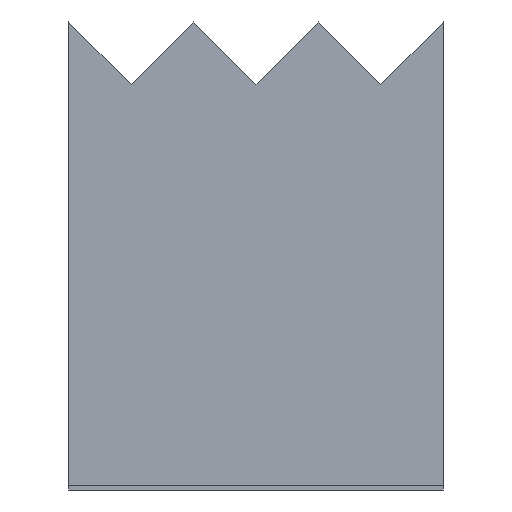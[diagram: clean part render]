
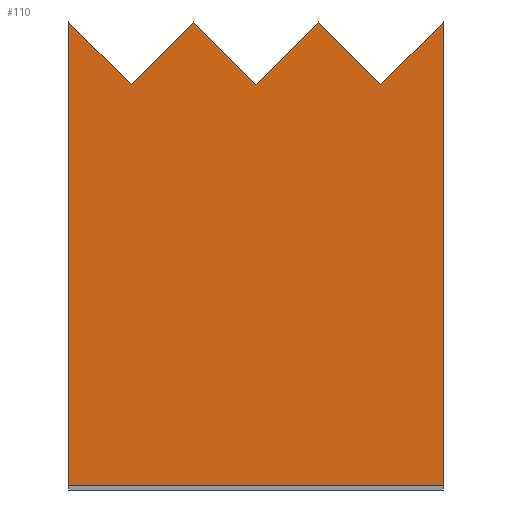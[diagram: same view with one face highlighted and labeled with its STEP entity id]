
A CAD part, left-side view. The second image highlights one B-rep face of the part: STEP entity #110.
In plain terms, the highlighted planar face has unit normal (-1, 0, 0).
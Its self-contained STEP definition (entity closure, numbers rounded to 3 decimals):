
#34=AXIS2_PLACEMENT_3D('Plane Axis2P3D',#31,#32,#33) ;
#31=CARTESIAN_POINT('Axis2P3D Location',(-270.,0.,7.333)) ;
#36=CARTESIAN_POINT('Line Origine',(-270.,0.,0.1)) ;
#40=CARTESIAN_POINT('Vertex',(-270.,-4.,0.1)) ;
#42=CARTESIAN_POINT('Vertex',(-270.,4.,0.1)) ;
#45=CARTESIAN_POINT('Line Origine',(-270.,-4.,5.05)) ;
#49=CARTESIAN_POINT('Vertex',(-270.,-4.,10.)) ;
#52=CARTESIAN_POINT('Line Origine',(-270.,-3.333,9.333)) ;
#56=CARTESIAN_POINT('Vertex',(-270.,-2.667,8.667)) ;
#59=CARTESIAN_POINT('Line Origine',(-270.,-2.,9.333)) ;
#63=CARTESIAN_POINT('Vertex',(-270.,-1.333,10.)) ;
#66=CARTESIAN_POINT('Line Origine',(-270.,-0.667,9.333)) ;
#70=CARTESIAN_POINT('Vertex',(-270.,0.,8.667)) ;
#73=CARTESIAN_POINT('Line Origine',(-270.,0.667,9.333)) ;
#77=CARTESIAN_POINT('Vertex',(-270.,1.333,10.)) ;
#80=CARTESIAN_POINT('Line Origine',(-270.,2.,9.333)) ;
#84=CARTESIAN_POINT('Vertex',(-270.,2.667,8.667)) ;
#87=CARTESIAN_POINT('Line Origine',(-270.,3.333,9.333)) ;
#91=CARTESIAN_POINT('Vertex',(-270.,4.,10.)) ;
#94=CARTESIAN_POINT('Line Origine',(-270.,4.,5.05)) ;
#32=DIRECTION('Axis2P3D Direction',(1.,0.,-0.)) ;
#33=DIRECTION('Axis2P3D XDirection',(0.,0.,1.)) ;
#37=DIRECTION('Vector Direction',(0.,-1.,0.)) ;
#46=DIRECTION('Vector Direction',(0.,0.,-1.)) ;
#53=DIRECTION('Vector Direction',(0.,-0.707,0.707)) ;
#60=DIRECTION('Vector Direction',(0.,-0.707,-0.707)) ;
#67=DIRECTION('Vector Direction',(0.,-0.707,0.707)) ;
#74=DIRECTION('Vector Direction',(0.,-0.707,-0.707)) ;
#81=DIRECTION('Vector Direction',(0.,-0.707,0.707)) ;
#88=DIRECTION('Vector Direction',(0.,-0.707,-0.707)) ;
#95=DIRECTION('Vector Direction',(0.,0.,1.)) ;
#38=VECTOR('Line Direction',#37,1.) ;
#47=VECTOR('Line Direction',#46,1.) ;
#54=VECTOR('Line Direction',#53,1.) ;
#61=VECTOR('Line Direction',#60,1.) ;
#68=VECTOR('Line Direction',#67,1.) ;
#75=VECTOR('Line Direction',#74,1.) ;
#82=VECTOR('Line Direction',#81,1.) ;
#89=VECTOR('Line Direction',#88,1.) ;
#96=VECTOR('Line Direction',#95,1.) ;
#100=ORIENTED_EDGE('',*,*,#44,.F.) ;
#101=ORIENTED_EDGE('',*,*,#51,.F.) ;
#102=ORIENTED_EDGE('',*,*,#58,.F.) ;
#103=ORIENTED_EDGE('',*,*,#65,.F.) ;
#104=ORIENTED_EDGE('',*,*,#72,.F.) ;
#105=ORIENTED_EDGE('',*,*,#79,.F.) ;
#106=ORIENTED_EDGE('',*,*,#86,.F.) ;
#107=ORIENTED_EDGE('',*,*,#93,.F.) ;
#108=ORIENTED_EDGE('',*,*,#98,.F.) ;
#110=ADVANCED_FACE('Trim.3',(#109),#35,.F.) ;
#44=EDGE_CURVE('',#41,#43,#39,.F.) ;
#51=EDGE_CURVE('',#50,#41,#48,.T.) ;
#58=EDGE_CURVE('',#57,#50,#55,.T.) ;
#65=EDGE_CURVE('',#64,#57,#62,.T.) ;
#72=EDGE_CURVE('',#71,#64,#69,.T.) ;
#79=EDGE_CURVE('',#78,#71,#76,.T.) ;
#86=EDGE_CURVE('',#85,#78,#83,.T.) ;
#93=EDGE_CURVE('',#92,#85,#90,.T.) ;
#98=EDGE_CURVE('',#43,#92,#97,.T.) ;
#99=EDGE_LOOP('',(#100,#101,#102,#103,#104,#105,#106,#107,#108)) ;
#109=FACE_OUTER_BOUND('',#99,.T.) ;
#39=LINE('Line',#36,#38) ;
#48=LINE('Line',#45,#47) ;
#55=LINE('Line',#52,#54) ;
#62=LINE('Line',#59,#61) ;
#69=LINE('Line',#66,#68) ;
#76=LINE('Line',#73,#75) ;
#83=LINE('Line',#80,#82) ;
#90=LINE('Line',#87,#89) ;
#97=LINE('Line',#94,#96) ;
#35=PLANE('',#34) ;
#41=VERTEX_POINT('',#40) ;
#43=VERTEX_POINT('',#42) ;
#50=VERTEX_POINT('',#49) ;
#57=VERTEX_POINT('',#56) ;
#64=VERTEX_POINT('',#63) ;
#71=VERTEX_POINT('',#70) ;
#78=VERTEX_POINT('',#77) ;
#85=VERTEX_POINT('',#84) ;
#92=VERTEX_POINT('',#91) ;
